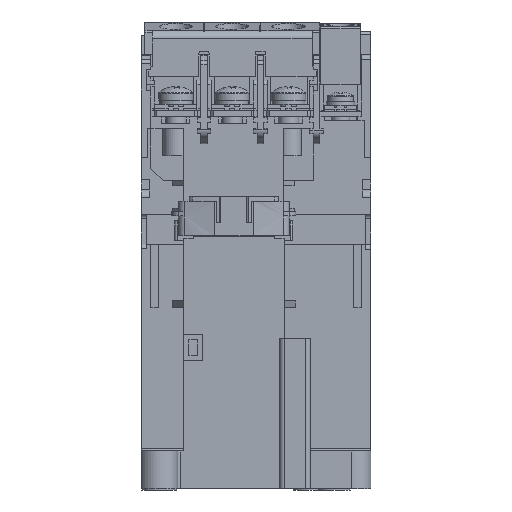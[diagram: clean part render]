
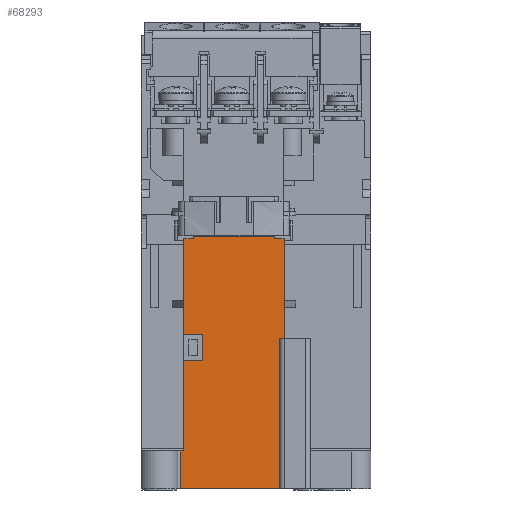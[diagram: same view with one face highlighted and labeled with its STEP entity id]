
A CAD part, front view. The second image highlights one B-rep face of the part: STEP entity #68293.
In plain terms, the highlighted planar face has unit normal (0, -1, 0).
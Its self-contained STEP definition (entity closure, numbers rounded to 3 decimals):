
#442 = VERTEX_POINT ( 'NONE', #68002 ) ;
#533 = ORIENTED_EDGE ( 'NONE', *, *, #7324, .F. ) ;
#622 = DIRECTION ( 'NONE',  ( 0., 0., -1. ) ) ;
#701 = DIRECTION ( 'NONE',  ( 0., 0., 1. ) ) ;
#986 = ORIENTED_EDGE ( 'NONE', *, *, #48893, .T. ) ;
#3158 = EDGE_CURVE ( 'NONE', #77835, #24498, #17156, .T. ) ;
#3684 = CARTESIAN_POINT ( 'NONE',  ( -6.8, -30., 31.05 ) ) ;
#4064 = EDGE_CURVE ( 'NONE', #36191, #52496, #65734, .T. ) ;
#4646 = VERTEX_POINT ( 'NONE', #42385 ) ;
#5279 = EDGE_CURVE ( 'NONE', #442, #9323, #80889, .T. ) ;
#6060 = CARTESIAN_POINT ( 'NONE',  ( 11., -30., -4.5 ) ) ;
#6383 = VECTOR ( 'NONE', #80870, 1000. ) ;
#6387 = VECTOR ( 'NONE', #77051, 1000. ) ;
#6460 = VECTOR ( 'NONE', #32377, 1000. ) ;
#7308 = AXIS2_PLACEMENT_3D ( 'NONE', #37726, #30928, #64551 ) ;
#7324 = EDGE_CURVE ( 'NONE', #41282, #77835, #14984, .T. ) ;
#8604 = CARTESIAN_POINT ( 'NONE',  ( -6.8, -30., 25.05 ) ) ;
#9148 = DIRECTION ( 'NONE',  ( 1., 0., 0. ) ) ;
#9323 = VERTEX_POINT ( 'NONE', #55097 ) ;
#10753 = LINE ( 'NONE', #17046, #6383 ) ;
#11108 = VECTOR ( 'NONE', #622, 1000. ) ;
#11348 = ORIENTED_EDGE ( 'NONE', *, *, #46599, .T. ) ;
#11864 = FACE_OUTER_BOUND ( 'NONE', #63843, .T. ) ;
#11872 = CARTESIAN_POINT ( 'NONE',  ( -12.025, -30., -4.5 ) ) ;
#14984 = LINE ( 'NONE', #55395, #60362 ) ;
#15087 = CARTESIAN_POINT ( 'NONE',  ( 12., -30., 4.2 ) ) ;
#16055 = ORIENTED_EDGE ( 'NONE', *, *, #81864, .F. ) ;
#16927 = VECTOR ( 'NONE', #81205, 1000. ) ;
#17046 = CARTESIAN_POINT ( 'NONE',  ( -11.2, -30., 31.05 ) ) ;
#17156 = LINE ( 'NONE', #82224, #77515 ) ;
#18300 = VECTOR ( 'NONE', #701, 1000. ) ;
#19057 = CARTESIAN_POINT ( 'NONE',  ( -11.2, -30., 53.15 ) ) ;
#20810 = LINE ( 'NONE', #35286, #41954 ) ;
#21332 = EDGE_CURVE ( 'NONE', #36191, #37513, #59773, .T. ) ;
#22606 = CARTESIAN_POINT ( 'NONE',  ( -11.2, -30., 4.2 ) ) ;
#23459 = VECTOR ( 'NONE', #68828, 1000. ) ;
#23508 = ORIENTED_EDGE ( 'NONE', *, *, #4064, .F. ) ;
#23580 = VECTOR ( 'NONE', #9148, 1000. ) ;
#24498 = VERTEX_POINT ( 'NONE', #3684 ) ;
#24524 = ORIENTED_EDGE ( 'NONE', *, *, #58150, .F. ) ;
#25033 = DIRECTION ( 'NONE',  ( 1., 0., 0. ) ) ;
#25558 = LINE ( 'NONE', #37928, #6387 ) ;
#25571 = EDGE_CURVE ( 'NONE', #4646, #37513, #53336, .T. ) ;
#26396 = CARTESIAN_POINT ( 'NONE',  ( -8.9, -30., 58.8 ) ) ;
#28223 = CARTESIAN_POINT ( 'NONE',  ( 12., -30., 53.15 ) ) ;
#29153 = CARTESIAN_POINT ( 'NONE',  ( -8.9, -30., 58.8 ) ) ;
#29704 = ORIENTED_EDGE ( 'NONE', *, *, #3158, .F. ) ;
#29913 = DIRECTION ( 'NONE',  ( 0., 0., 1. ) ) ;
#30928 = DIRECTION ( 'NONE',  ( 0., 1., 0. ) ) ;
#31668 = VERTEX_POINT ( 'NONE', #71507 ) ;
#31769 = EDGE_CURVE ( 'NONE', #31668, #31773, #20810, .T. ) ;
#31773 = VERTEX_POINT ( 'NONE', #59591 ) ;
#32377 = DIRECTION ( 'NONE',  ( 0., 0., 1. ) ) ;
#32891 = CARTESIAN_POINT ( 'NONE',  ( -12.025, -30., -4.5 ) ) ;
#33359 = CARTESIAN_POINT ( 'NONE',  ( 12., -30., 30.25 ) ) ;
#34755 = ORIENTED_EDGE ( 'NONE', *, *, #36189, .T. ) ;
#35286 = CARTESIAN_POINT ( 'NONE',  ( -12.5, -30., 4.2 ) ) ;
#35381 = DIRECTION ( 'NONE',  ( 1., 0., 0. ) ) ;
#35921 = VECTOR ( 'NONE', #70404, 1000. ) ;
#36189 = EDGE_CURVE ( 'NONE', #31773, #76421, #69656, .T. ) ;
#36191 = VERTEX_POINT ( 'NONE', #70074 ) ;
#36890 = VERTEX_POINT ( 'NONE', #26396 ) ;
#37077 = VECTOR ( 'NONE', #25033, 1000. ) ;
#37513 = VERTEX_POINT ( 'NONE', #57566 ) ;
#37646 = LINE ( 'NONE', #51667, #35921 ) ;
#37726 = CARTESIAN_POINT ( 'NONE',  ( -12.5, -30., -4.5 ) ) ;
#37928 = CARTESIAN_POINT ( 'NONE',  ( 9.7, -30., 58.8 ) ) ;
#38114 = VERTEX_POINT ( 'NONE', #61684 ) ;
#38334 = VECTOR ( 'NONE', #48582, 1000. ) ;
#38385 = EDGE_CURVE ( 'NONE', #41282, #31668, #69944, .T. ) ;
#39770 = ORIENTED_EDGE ( 'NONE', *, *, #25571, .F. ) ;
#41282 = VERTEX_POINT ( 'NONE', #63639 ) ;
#41629 = EDGE_CURVE ( 'NONE', #82506, #4646, #25558, .T. ) ;
#41954 = VECTOR ( 'NONE', #46813, 1000. ) ;
#42385 = CARTESIAN_POINT ( 'NONE',  ( 9.7, -30., 53.15 ) ) ;
#43548 = VECTOR ( 'NONE', #72519, 1000. ) ;
#46412 = CARTESIAN_POINT ( 'NONE',  ( 11., -30., 30.25 ) ) ;
#46599 = EDGE_CURVE ( 'NONE', #82506, #36890, #61713, .T. ) ;
#46813 = DIRECTION ( 'NONE',  ( -1., 0., 0. ) ) ;
#48582 = DIRECTION ( 'NONE',  ( 0., 0., -1. ) ) ;
#48893 = EDGE_CURVE ( 'NONE', #58369, #52496, #71102, .T. ) ;
#50073 = PLANE ( 'NONE',  #7308 ) ;
#51667 = CARTESIAN_POINT ( 'NONE',  ( -12.5, -30., -4.5 ) ) ;
#52496 = VERTEX_POINT ( 'NONE', #46412 ) ;
#53079 = EDGE_CURVE ( 'NONE', #38114, #36890, #67904, .T. ) ;
#53336 = LINE ( 'NONE', #28223, #23580 ) ;
#53836 = ORIENTED_EDGE ( 'NONE', *, *, #41629, .F. ) ;
#55097 = CARTESIAN_POINT ( 'NONE',  ( -11.2, -30., 31.05 ) ) ;
#55280 = CARTESIAN_POINT ( 'NONE',  ( -11.2, -30., 58.8 ) ) ;
#55395 = CARTESIAN_POINT ( 'NONE',  ( -11.2, -30., 25.05 ) ) ;
#55738 = ORIENTED_EDGE ( 'NONE', *, *, #38385, .T. ) ;
#57285 = VECTOR ( 'NONE', #81056, 1000. ) ;
#57566 = CARTESIAN_POINT ( 'NONE',  ( 12., -30., 53.15 ) ) ;
#58150 = EDGE_CURVE ( 'NONE', #24498, #9323, #10753, .T. ) ;
#58249 = LINE ( 'NONE', #19057, #37077 ) ;
#58369 = VERTEX_POINT ( 'NONE', #63045 ) ;
#59591 = CARTESIAN_POINT ( 'NONE',  ( -12.025, -30., 4.2 ) ) ;
#59773 = LINE ( 'NONE', #15087, #18300 ) ;
#60362 = VECTOR ( 'NONE', #35381, 1000. ) ;
#61684 = CARTESIAN_POINT ( 'NONE',  ( -8.9, -30., 53.15 ) ) ;
#61713 = LINE ( 'NONE', #55280, #16927 ) ;
#63045 = CARTESIAN_POINT ( 'NONE',  ( 11., -30., -4.5 ) ) ;
#63639 = CARTESIAN_POINT ( 'NONE',  ( -11.2, -30., 25.05 ) ) ;
#63843 = EDGE_LOOP ( 'NONE', ( #533, #55738, #63982, #34755, #16055, #986, #23508, #80155, #39770, #53836, #11348, #67300, #79145, #69832, #24524, #29704 ) ) ;
#63982 = ORIENTED_EDGE ( 'NONE', *, *, #31769, .T. ) ;
#64433 = CARTESIAN_POINT ( 'NONE',  ( -11.2, -30., 4.2 ) ) ;
#64551 = DIRECTION ( 'NONE',  ( 0., 0., 1. ) ) ;
#65734 = LINE ( 'NONE', #33359, #43548 ) ;
#67300 = ORIENTED_EDGE ( 'NONE', *, *, #53079, .F. ) ;
#67817 = EDGE_CURVE ( 'NONE', #442, #38114, #58249, .T. ) ;
#67904 = LINE ( 'NONE', #29153, #57285 ) ;
#68002 = CARTESIAN_POINT ( 'NONE',  ( -11.2, -30., 53.15 ) ) ;
#68293 = ADVANCED_FACE ( 'NONE', ( #11864 ), #50073, .F. ) ;
#68828 = DIRECTION ( 'NONE',  ( 0., 0., -1. ) ) ;
#69656 = LINE ( 'NONE', #11872, #23459 ) ;
#69832 = ORIENTED_EDGE ( 'NONE', *, *, #5279, .T. ) ;
#69944 = LINE ( 'NONE', #64433, #11108 ) ;
#70074 = CARTESIAN_POINT ( 'NONE',  ( 12., -30., 30.25 ) ) ;
#70404 = DIRECTION ( 'NONE',  ( -1., 0., 0. ) ) ;
#71102 = LINE ( 'NONE', #6060, #6460 ) ;
#71507 = CARTESIAN_POINT ( 'NONE',  ( -11.2, -30., 4.2 ) ) ;
#72519 = DIRECTION ( 'NONE',  ( -1., 0., 0. ) ) ;
#73213 = CARTESIAN_POINT ( 'NONE',  ( 9.7, -30., 58.8 ) ) ;
#76421 = VERTEX_POINT ( 'NONE', #32891 ) ;
#77051 = DIRECTION ( 'NONE',  ( 0., 0., -1. ) ) ;
#77515 = VECTOR ( 'NONE', #29913, 1000. ) ;
#77835 = VERTEX_POINT ( 'NONE', #8604 ) ;
#79145 = ORIENTED_EDGE ( 'NONE', *, *, #67817, .F. ) ;
#80155 = ORIENTED_EDGE ( 'NONE', *, *, #21332, .T. ) ;
#80870 = DIRECTION ( 'NONE',  ( -1., 0., 0. ) ) ;
#80889 = LINE ( 'NONE', #22606, #38334 ) ;
#81056 = DIRECTION ( 'NONE',  ( 0., 0., 1. ) ) ;
#81205 = DIRECTION ( 'NONE',  ( -1., 0., 0. ) ) ;
#81864 = EDGE_CURVE ( 'NONE', #58369, #76421, #37646, .T. ) ;
#82224 = CARTESIAN_POINT ( 'NONE',  ( -6.8, -30., 31.05 ) ) ;
#82506 = VERTEX_POINT ( 'NONE', #73213 ) ;
